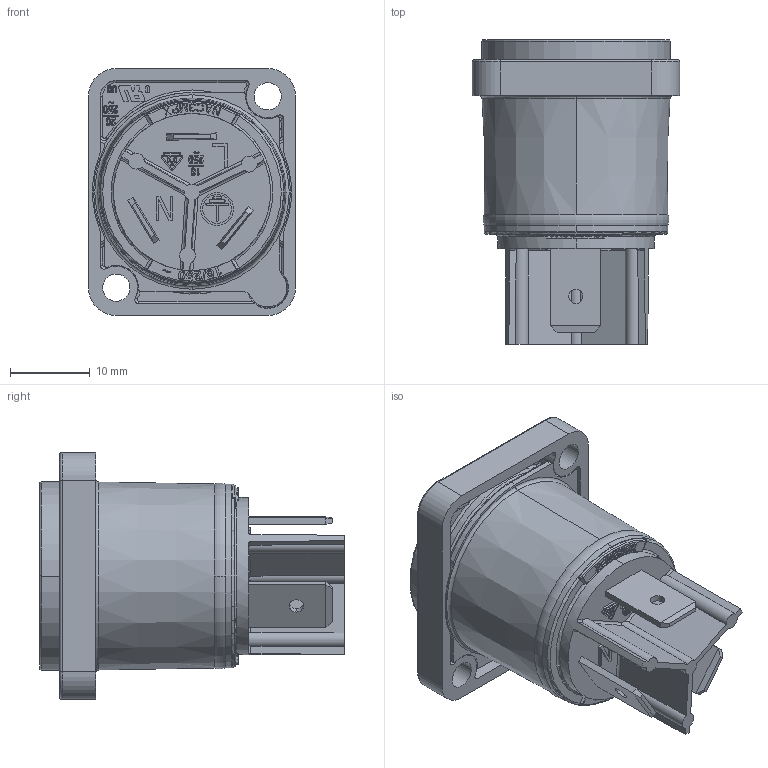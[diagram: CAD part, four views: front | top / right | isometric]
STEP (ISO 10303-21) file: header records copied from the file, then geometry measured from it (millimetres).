
FILE_DESCRIPTION((''),'2;1');
FILE_NAME('NAC3MPX-TOP','2024-06-24T08:14:31',('phk'),(''),'CREO PARAMETRIC BY PTC INC, 2023424','CREO PARAMETRIC BY PTC INC, 2023424','');
FILE_SCHEMA(('AUTOMOTIVE_DESIGN { 1 0 10303 214 1 1 1 1 }'));
Length unit declared in the file: millimetre
Products named in the file (1): NAC3MPX-TOP
Bounding box: 26 x 38.2 x 31 mm (x, y, z)
Volume: 9573.1 mm3; surface area: 6299.7 mm2
Topology: 1 solids, 9 shells, 1492 faces, 4023 edges, 2678 vertices
Faces by surface type: plane 866, extrusion 319, cylinder 164, torus 54, cone 44, bspline 41, sphere 4
Entity records: 49527 total; most frequent: CARTESIAN_POINT 13097, ORIENTED_EDGE 7980, DIRECTION 6270, EDGE_CURVE 3990, VECTOR 3010, LINE 2691, VERTEX_POINT 2612, AXIS2_PLACEMENT_3D 1630
